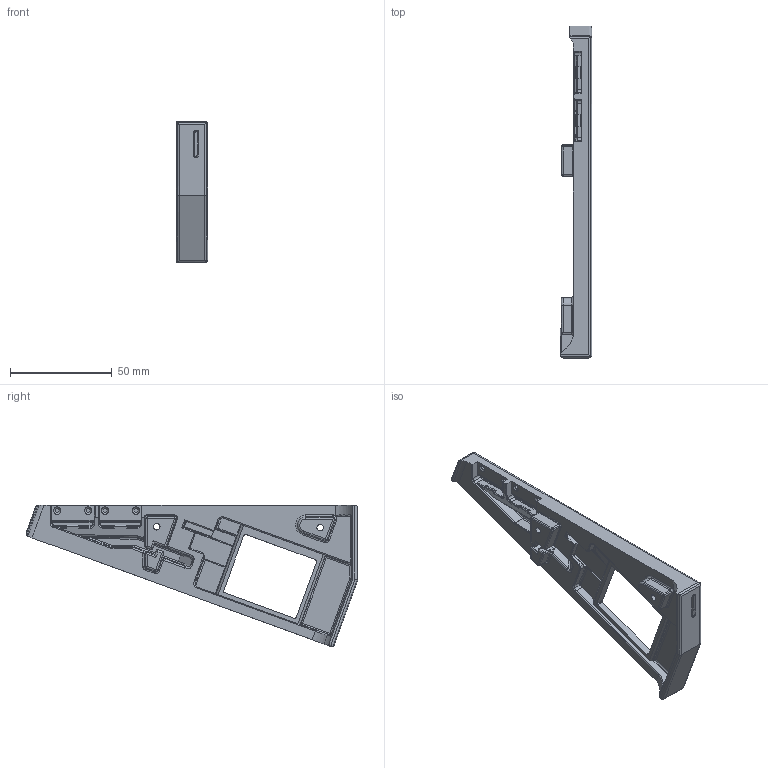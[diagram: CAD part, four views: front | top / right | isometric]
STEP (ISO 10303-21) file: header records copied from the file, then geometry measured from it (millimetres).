
FILE_DESCRIPTION(('STEP AP214'),'1');
FILE_NAME('PCB_cover_display_rev1.stp','2024-01-30T08:43:05',(' '),(' '),'Spatial InterOp 3D',' ',' ');
FILE_SCHEMA(('AUTOMOTIVE_DESIGN { 1 0 10303 214 1 1 1 1 }'));
Length unit declared in the file: metre
Products named in the file (1): PCB_cover_display_rev1
Bounding box: 15.5 x 162.98 x 69.36 mm (x, y, z)
Volume: 44831.4 mm3; surface area: 20450 mm2
Topology: 1 solids, 1 shells, 518 faces, 1343 edges, 814 vertices
Faces by surface type: cylinder 321, plane 110, torus 35, bspline 21, cone 20, sphere 11
Entity records: 25095 total; most frequent: CARTESIAN_POINT 12450, DIRECTION 2736, ORIENTED_EDGE 2648, EDGE_CURVE 1324, AXIS2_PLACEMENT_3D 1055, VERTEX_POINT 814, LINE 626, VECTOR 626
